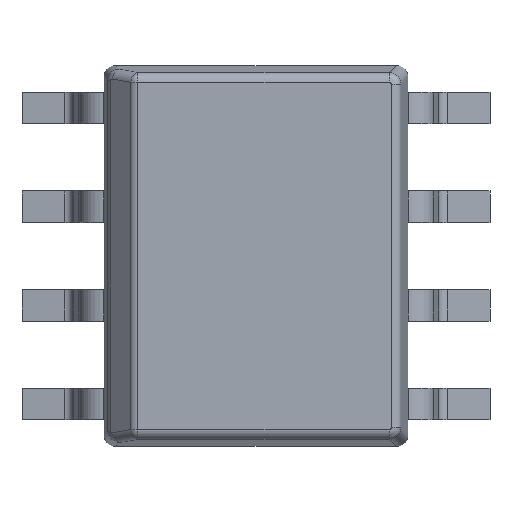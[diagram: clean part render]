
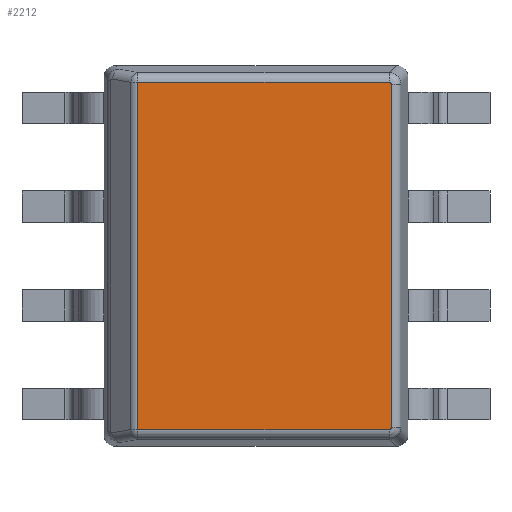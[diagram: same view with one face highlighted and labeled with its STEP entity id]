
A CAD part, top view. The second image highlights one B-rep face of the part: STEP entity #2212.
In plain terms, the highlighted face is planar.
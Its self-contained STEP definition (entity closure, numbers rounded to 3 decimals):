
#1302=VERTEX_POINT('',#1303);
#1303=CARTESIAN_POINT('',(-2.21,0.622,1.74));
#1310=EDGE_CURVE('',#1302,#1311,#1313,.T.);
#1311=VERTEX_POINT('',#1312);
#1312=CARTESIAN_POINT('',(-2.235,0.622,1.714));
#1313=B_SPLINE_CURVE_WITH_KNOTS('',3,(#1314,#1315,#1316,#1317,#1318,#1319,#1320,#1321,#1322,#1323,#1324,#1325,#1326,#1327,#1328,#1329,#1330,#1331,#1332,#1333,#1334,#1335,#1336),.UNSPECIFIED.,.F.,.U.,(4,1,1,1,1,1,1,1,1,1,1,1,1,1,1,1,1,1,1,1,4),(0.0,0.05,0.1,0.15,0.2,0.25,0.3,0.35,0.4,0.45,0.5,0.55,0.6,0.65,0.7,0.75,0.8,0.85,0.9,0.95,1.0),.QUASI_UNIFORM_KNOTS.);
#1314=CARTESIAN_POINT('',(-2.21,0.622,1.74));
#1315=CARTESIAN_POINT('',(-2.21,0.622,1.74));
#1316=CARTESIAN_POINT('',(-2.212,0.622,1.739));
#1317=CARTESIAN_POINT('',(-2.214,0.622,1.739));
#1318=CARTESIAN_POINT('',(-2.216,0.622,1.739));
#1319=CARTESIAN_POINT('',(-2.218,0.622,1.738));
#1320=CARTESIAN_POINT('',(-2.219,0.622,1.738));
#1321=CARTESIAN_POINT('',(-2.221,0.622,1.737));
#1322=CARTESIAN_POINT('',(-2.223,0.622,1.736));
#1323=CARTESIAN_POINT('',(-2.225,0.622,1.735));
#1324=CARTESIAN_POINT('',(-2.226,0.622,1.734));
#1325=CARTESIAN_POINT('',(-2.228,0.622,1.732));
#1326=CARTESIAN_POINT('',(-2.229,0.622,1.731));
#1327=CARTESIAN_POINT('',(-2.23,0.622,1.729));
#1328=CARTESIAN_POINT('',(-2.231,0.622,1.728));
#1329=CARTESIAN_POINT('',(-2.232,0.622,1.726));
#1330=CARTESIAN_POINT('',(-2.233,0.622,1.724));
#1331=CARTESIAN_POINT('',(-2.234,0.622,1.722));
#1332=CARTESIAN_POINT('',(-2.234,0.622,1.72));
#1333=CARTESIAN_POINT('',(-2.235,0.622,1.718));
#1334=CARTESIAN_POINT('',(-2.235,0.622,1.716));
#1335=CARTESIAN_POINT('',(-2.235,0.622,1.715));
#1336=CARTESIAN_POINT('',(-2.235,0.622,1.714));
#1449=EDGE_CURVE('',#1311,#1450,#1452,.F.);
#1450=VERTEX_POINT('',#1451);
#1451=CARTESIAN_POINT('',(-2.235,0.622,-1.521));
#1452=LINE('',#1453,#1454);
#1453=CARTESIAN_POINT('',(-2.235,0.622,-1.521));
#1454=VECTOR('',#1455,1.0);
#1455=DIRECTION('',(0.0,0.0,1.0));
#2050=EDGE_CURVE('',#2051,#1302,#2053,.F.);
#2051=VERTEX_POINT('',#2052);
#2052=CARTESIAN_POINT('',(2.21,0.622,1.74));
#2053=LINE('',#2054,#2055);
#2054=CARTESIAN_POINT('',(-2.21,0.622,1.74));
#2055=VECTOR('',#2056,1.0);
#2056=DIRECTION('',(1.0,0.0,0.0));
#2077=VERTEX_POINT('',#2078);
#2078=CARTESIAN_POINT('',(2.235,0.622,1.714));
#2085=EDGE_CURVE('',#2077,#2051,#2086,.T.);
#2086=B_SPLINE_CURVE_WITH_KNOTS('',3,(#2087,#2088,#2089,#2090,#2091,#2092,#2093,#2094,#2095,#2096,#2097,#2098,#2099,#2100,#2101,#2102,#2103,#2104,#2105,#2106,#2107,#2108,#2109),.UNSPECIFIED.,.F.,.U.,(4,1,1,1,1,1,1,1,1,1,1,1,1,1,1,1,1,1,1,1,4),(0.0,0.05,0.1,0.15,0.2,0.25,0.3,0.35,0.4,0.45,0.5,0.55,0.6,0.65,0.7,0.75,0.8,0.85,0.9,0.95,1.0),.QUASI_UNIFORM_KNOTS.);
#2087=CARTESIAN_POINT('',(2.235,0.622,1.714));
#2088=CARTESIAN_POINT('',(2.235,0.622,1.715));
#2089=CARTESIAN_POINT('',(2.235,0.622,1.716));
#2090=CARTESIAN_POINT('',(2.235,0.622,1.718));
#2091=CARTESIAN_POINT('',(2.234,0.622,1.72));
#2092=CARTESIAN_POINT('',(2.234,0.622,1.722));
#2093=CARTESIAN_POINT('',(2.233,0.622,1.724));
#2094=CARTESIAN_POINT('',(2.232,0.622,1.726));
#2095=CARTESIAN_POINT('',(2.231,0.622,1.728));
#2096=CARTESIAN_POINT('',(2.23,0.622,1.729));
#2097=CARTESIAN_POINT('',(2.229,0.622,1.731));
#2098=CARTESIAN_POINT('',(2.228,0.622,1.732));
#2099=CARTESIAN_POINT('',(2.226,0.622,1.734));
#2100=CARTESIAN_POINT('',(2.225,0.622,1.735));
#2101=CARTESIAN_POINT('',(2.223,0.622,1.736));
#2102=CARTESIAN_POINT('',(2.221,0.622,1.737));
#2103=CARTESIAN_POINT('',(2.219,0.622,1.738));
#2104=CARTESIAN_POINT('',(2.218,0.622,1.738));
#2105=CARTESIAN_POINT('',(2.216,0.622,1.739));
#2106=CARTESIAN_POINT('',(2.214,0.622,1.739));
#2107=CARTESIAN_POINT('',(2.212,0.622,1.739));
#2108=CARTESIAN_POINT('',(2.21,0.622,1.74));
#2109=CARTESIAN_POINT('',(2.21,0.622,1.74));
#2212=ADVANCED_FACE('',(#2213),#2233,.T.);
#2213=FACE_BOUND('',#2214,.T.);
#2214=EDGE_LOOP('',(#2215,#2223,#2229,#2230,#2231,#2232));
#2215=ORIENTED_EDGE('',*,*,#2216,.T.);
#2216=EDGE_CURVE('',#2077,#2217,#2219,.T.);
#2217=VERTEX_POINT('',#2218);
#2218=CARTESIAN_POINT('',(2.235,0.622,-1.521));
#2219=LINE('',#2220,#2221);
#2220=CARTESIAN_POINT('',(2.235,0.622,1.714));
#2221=VECTOR('',#2222,1.0);
#2222=DIRECTION('',(0.0,0.0,-1.0));
#2223=ORIENTED_EDGE('',*,*,#2224,.T.);
#2224=EDGE_CURVE('',#2217,#1450,#2225,.F.);
#2225=LINE('',#2226,#2227);
#2226=CARTESIAN_POINT('',(-2.235,0.622,-1.521));
#2227=VECTOR('',#2228,1.0);
#2228=DIRECTION('',(1.0,0.0,0.0));
#2229=ORIENTED_EDGE('',*,*,#1449,.F.);
#2230=ORIENTED_EDGE('',*,*,#1310,.F.);
#2231=ORIENTED_EDGE('',*,*,#2050,.F.);
#2232=ORIENTED_EDGE('',*,*,#2085,.F.);
#2233=PLANE('',#2234);
#2234=AXIS2_PLACEMENT_3D('',#2235,#2236,#2237);
#2235=CARTESIAN_POINT('',(0.0,0.622,0.0));
#2236=DIRECTION('',(0.0,1.0,0.0));
#2237=DIRECTION('',(1.0,0.0,0.0));
